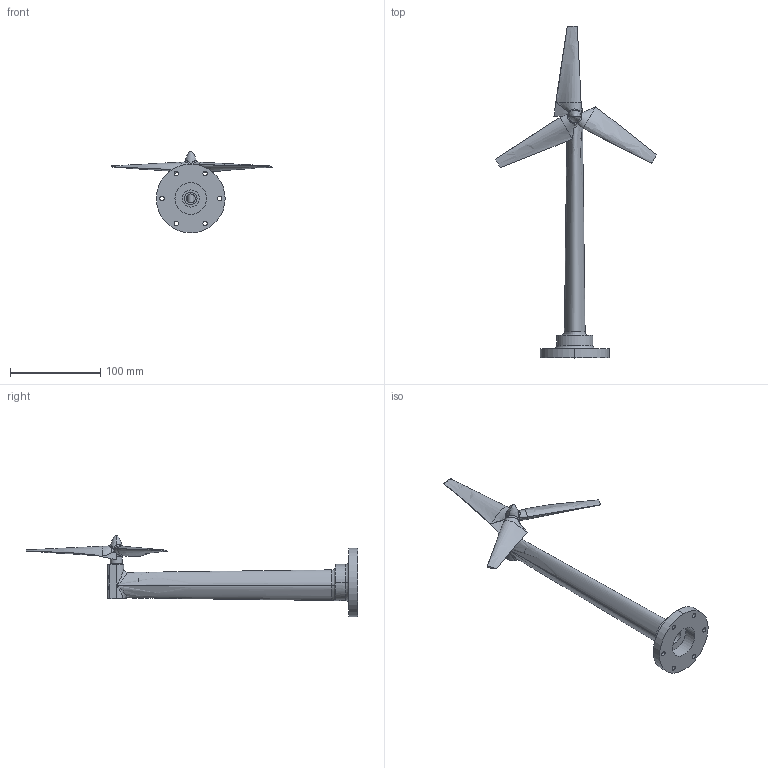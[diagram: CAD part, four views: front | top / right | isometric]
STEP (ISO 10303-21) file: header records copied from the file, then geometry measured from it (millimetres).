
FILE_DESCRIPTION((''),'2;1');
FILE_NAME('TURBINE_TOWER_ASM','2022-06-13T15:26:38',('LAB'),(''),'CREO PARAMETRIC BY PTC INC, 2019224','CREO PARAMETRIC BY PTC INC, 2019224','');
FILE_SCHEMA(('CONFIG_CONTROL_DESIGN'));
Products named in the file (5): HRTF_WT_HOUSING_V3_THIN_; INPUT_SHAFT_7MM_STEP; HAWT_WT_TOWER_LID_V3; TURBINE; TURBINE_TOWER_ASM
Assembly tree (4 placements, depth 2):
  TURBINE_TOWER_ASM
    HRTF_WT_HOUSING_V3_THIN_
    INPUT_SHAFT_7MM_STEP
    HAWT_WT_TOWER_LID_V3
    TURBINE
Bounding box: 178.74 x 368 x 90.56 mm (x, y, z)
Volume: 162889.7 mm3; surface area: 62998.1 mm2
Topology: 4 solids, 5 shells, 151 faces, 367 edges, 234 vertices
Faces by surface type: cylinder 67, bspline 37, plane 36, torus 6, revolution 5
Entity records: 11893 total; most frequent: CARTESIAN_POINT 8403, ORIENTED_EDGE 726, DIRECTION 641, EDGE_CURVE 365, AXIS2_PLACEMENT_3D 268, VERTEX_POINT 234, EDGE_LOOP 188, FACE_OUTER_BOUND 151
